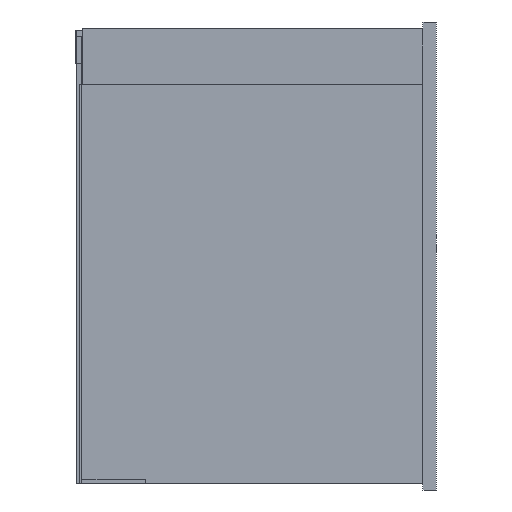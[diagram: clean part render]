
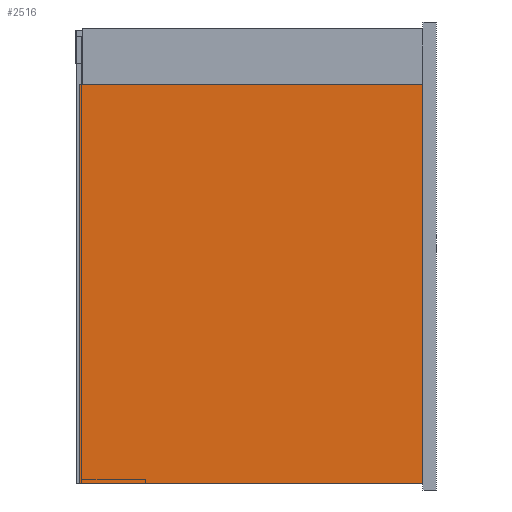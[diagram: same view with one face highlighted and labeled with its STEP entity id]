
A CAD part, left-side view. The second image highlights one B-rep face of the part: STEP entity #2516.
In plain terms, the highlighted planar face has unit normal (-1, 0, 0).
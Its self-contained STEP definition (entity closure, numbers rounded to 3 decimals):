
#220=FACE_OUTER_BOUND('',#369,.T.);
#369=EDGE_LOOP('',(#2139,#2140,#2141,#2142));
#635=LINE('',#4014,#941);
#639=LINE('',#4022,#945);
#642=LINE('',#4028,#948);
#645=LINE('',#4033,#951);
#941=VECTOR('',#3306,10.);
#945=VECTOR('',#3312,10.);
#948=VECTOR('',#3317,10.);
#951=VECTOR('',#3322,10.);
#1193=VERTEX_POINT('',#4012);
#1194=VERTEX_POINT('',#4013);
#1197=VERTEX_POINT('',#4021);
#1199=VERTEX_POINT('',#4027);
#1511=EDGE_CURVE('',#1193,#1194,#635,.T.);
#1515=EDGE_CURVE('',#1194,#1197,#639,.T.);
#1518=EDGE_CURVE('',#1197,#1199,#642,.T.);
#1521=EDGE_CURVE('',#1199,#1193,#645,.T.);
#2139=ORIENTED_EDGE('',*,*,#1521,.T.);
#2140=ORIENTED_EDGE('',*,*,#1511,.T.);
#2141=ORIENTED_EDGE('',*,*,#1515,.T.);
#2142=ORIENTED_EDGE('',*,*,#1518,.T.);
#2367=PLANE('',#2737);
#2516=ADVANCED_FACE('',(#220),#2367,.T.);
#2737=AXIS2_PLACEMENT_3D('',#4035,#3324,#3325);
#3306=DIRECTION('',(0.,0.,1.));
#3312=DIRECTION('',(0.,1.,0.));
#3317=DIRECTION('',(0.,0.,-1.));
#3322=DIRECTION('',(0.,-1.,0.));
#3324=DIRECTION('center_axis',(-1.,0.,0.));
#3325=DIRECTION('ref_axis',(0.,0.,1.));
#4012=CARTESIAN_POINT('',(-880.5,0.,-338.5));
#4013=CARTESIAN_POINT('',(-880.5,0.,254.5));
#4014=CARTESIAN_POINT('',(-880.5,0.,-347.5));
#4021=CARTESIAN_POINT('',(-880.5,510.,254.5));
#4022=CARTESIAN_POINT('',(-880.5,0.,254.5));
#4027=CARTESIAN_POINT('',(-880.5,510.,-338.5));
#4028=CARTESIAN_POINT('',(-880.5,510.,254.5));
#4033=CARTESIAN_POINT('',(-880.5,510.,-338.5));
#4035=CARTESIAN_POINT('Origin',(-880.5,255.,-42.));
